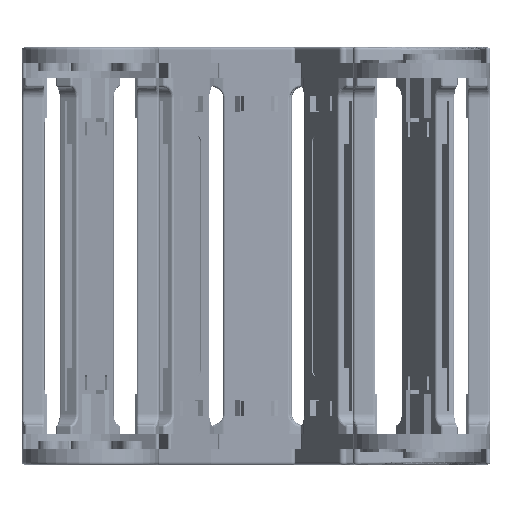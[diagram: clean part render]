
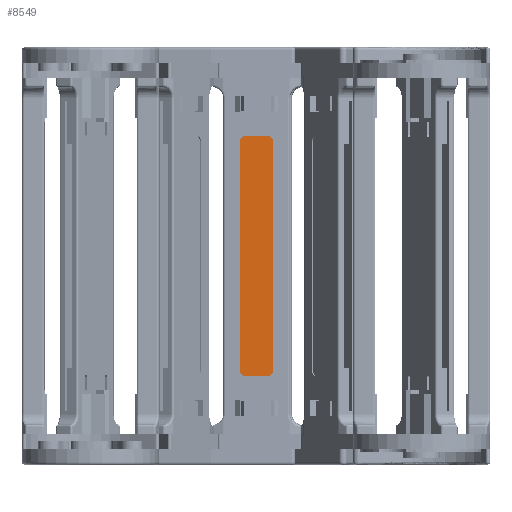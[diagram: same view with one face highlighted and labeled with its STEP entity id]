
A CAD part, left-side view. The second image highlights one B-rep face of the part: STEP entity #8549.
In plain terms, the highlighted face is planar.
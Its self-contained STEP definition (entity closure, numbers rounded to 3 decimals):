
#27 = CARTESIAN_POINT ( 'NONE',  ( -76.715, 30.497, -148.324 ) ) ;
#115 = VECTOR ( 'NONE', #17341, 1000. ) ;
#172 = CARTESIAN_POINT ( 'NONE',  ( -79.23, 30.497, -145.789 ) ) ;
#753 = VECTOR ( 'NONE', #25754, 1000. ) ;
#1062 = DIRECTION ( 'NONE',  ( 0., 0., 1. ) ) ;
#1162 = EDGE_CURVE ( 'NONE', #35160, #23099, #19106, .T. ) ;
#2076 = VERTEX_POINT ( 'NONE', #7486 ) ;
#2363 = CARTESIAN_POINT ( 'NONE',  ( -76.715, 30.497, -39.636 ) ) ;
#2554 = CARTESIAN_POINT ( 'NONE',  ( -76.715, 30.497, -145.789 ) ) ;
#2874 = VECTOR ( 'NONE', #32239, 1000. ) ;
#3141 = DIRECTION ( 'NONE',  ( 0., 0., 1. ) ) ;
#6788 = VERTEX_POINT ( 'NONE', #32654 ) ;
#6977 = EDGE_CURVE ( 'NONE', #34254, #6788, #34612, .T. ) ;
#7156 = CARTESIAN_POINT ( 'NONE',  ( -76.715, 30.497, -145.809 ) ) ;
#7214 = ORIENTED_EDGE ( 'NONE', *, *, #19039, .F. ) ;
#7486 = CARTESIAN_POINT ( 'NONE',  ( -79.23, 30.497, -145.809 ) ) ;
#8005 = CARTESIAN_POINT ( 'NONE',  ( -76.715, 30.497, -39.636 ) ) ;
#8472 = CARTESIAN_POINT ( 'NONE',  ( -66.655, 30.497, -145.809 ) ) ;
#8549 = ADVANCED_FACE ( 'NONE', ( #31565 ), #15927, .F. ) ;
#8820 = DIRECTION ( 'NONE',  ( 0., 0., -1. ) ) ;
#8875 = DIRECTION ( 'NONE',  ( 0., -1., 0. ) ) ;
#9573 = VERTEX_POINT ( 'NONE', #18503 ) ;
#10423 = AXIS2_PLACEMENT_3D ( 'NONE', #7156, #12856, #12738 ) ;
#11719 = EDGE_CURVE ( 'NONE', #29084, #28420, #29276, .T. ) ;
#12738 = DIRECTION ( 'NONE',  ( 0., 0., 1. ) ) ;
#12853 = VECTOR ( 'NONE', #19288, 1000. ) ;
#12856 = DIRECTION ( 'NONE',  ( 0., -1., 0. ) ) ;
#13518 = DIRECTION ( 'NONE',  ( 0., -1., 0. ) ) ;
#13897 = ORIENTED_EDGE ( 'NONE', *, *, #1162, .F. ) ;
#14483 = CARTESIAN_POINT ( 'NONE',  ( -66.655, 30.497, -39.636 ) ) ;
#14660 = CARTESIAN_POINT ( 'NONE',  ( -66.655, 30.497, -42.151 ) ) ;
#15671 = CIRCLE ( 'NONE', #10423, 2.515 ) ;
#15927 = PLANE ( 'NONE',  #33699 ) ;
#16818 = DIRECTION ( 'NONE',  ( 0., -1., 0. ) ) ;
#16859 = EDGE_CURVE ( 'NONE', #28420, #34254, #18511, .T. ) ;
#17113 = CARTESIAN_POINT ( 'NONE',  ( -64.14, 30.497, -145.789 ) ) ;
#17306 = ORIENTED_EDGE ( 'NONE', *, *, #33225, .F. ) ;
#17341 = DIRECTION ( 'NONE',  ( 0., 0., 1. ) ) ;
#17378 = ORIENTED_EDGE ( 'NONE', *, *, #24826, .F. ) ;
#17748 = CARTESIAN_POINT ( 'NONE',  ( -64.14, 30.497, -145.809 ) ) ;
#18503 = CARTESIAN_POINT ( 'NONE',  ( -79.23, 30.497, -42.151 ) ) ;
#18511 = CIRCLE ( 'NONE', #25366, 2.515 ) ;
#18708 = AXIS2_PLACEMENT_3D ( 'NONE', #33257, #8875, #3141 ) ;
#19039 = EDGE_CURVE ( 'NONE', #6788, #35160, #20550, .T. ) ;
#19106 = LINE ( 'NONE', #2363, #2874 ) ;
#19288 = DIRECTION ( 'NONE',  ( 0., 0., -1. ) ) ;
#19983 = AXIS2_PLACEMENT_3D ( 'NONE', #14660, #28111, #1062 ) ;
#20550 = CIRCLE ( 'NONE', #19983, 2.515 ) ;
#20645 = ORIENTED_EDGE ( 'NONE', *, *, #16859, .F. ) ;
#21572 = CARTESIAN_POINT ( 'NONE',  ( -76.715, 30.497, -148.324 ) ) ;
#21651 = DIRECTION ( 'NONE',  ( 0., 0., 1. ) ) ;
#22957 = ORIENTED_EDGE ( 'NONE', *, *, #32485, .F. ) ;
#23099 = VERTEX_POINT ( 'NONE', #8005 ) ;
#24826 = EDGE_CURVE ( 'NONE', #9573, #2076, #30758, .T. ) ;
#25366 = AXIS2_PLACEMENT_3D ( 'NONE', #8472, #16818, #8820 ) ;
#25754 = DIRECTION ( 'NONE',  ( 1., 0., 0. ) ) ;
#27843 = EDGE_LOOP ( 'NONE', ( #17378, #17306, #13897, #7214, #33133, #20645, #30662, #22957 ) ) ;
#28111 = DIRECTION ( 'NONE',  ( 0., -1., 0. ) ) ;
#28420 = VERTEX_POINT ( 'NONE', #32189 ) ;
#29084 = VERTEX_POINT ( 'NONE', #21572 ) ;
#29276 = LINE ( 'NONE', #27, #753 ) ;
#30662 = ORIENTED_EDGE ( 'NONE', *, *, #11719, .F. ) ;
#30758 = LINE ( 'NONE', #172, #12853 ) ;
#31565 = FACE_OUTER_BOUND ( 'NONE', #27843, .T. ) ;
#32189 = CARTESIAN_POINT ( 'NONE',  ( -66.655, 30.497, -148.324 ) ) ;
#32239 = DIRECTION ( 'NONE',  ( -1., 0., 0. ) ) ;
#32485 = EDGE_CURVE ( 'NONE', #2076, #29084, #15671, .T. ) ;
#32654 = CARTESIAN_POINT ( 'NONE',  ( -64.14, 30.497, -42.151 ) ) ;
#33133 = ORIENTED_EDGE ( 'NONE', *, *, #6977, .F. ) ;
#33225 = EDGE_CURVE ( 'NONE', #23099, #9573, #34786, .T. ) ;
#33257 = CARTESIAN_POINT ( 'NONE',  ( -76.715, 30.497, -42.151 ) ) ;
#33699 = AXIS2_PLACEMENT_3D ( 'NONE', #2554, #13518, #21651 ) ;
#34254 = VERTEX_POINT ( 'NONE', #17748 ) ;
#34612 = LINE ( 'NONE', #17113, #115 ) ;
#34786 = CIRCLE ( 'NONE', #18708, 2.515 ) ;
#35160 = VERTEX_POINT ( 'NONE', #14483 ) ;
